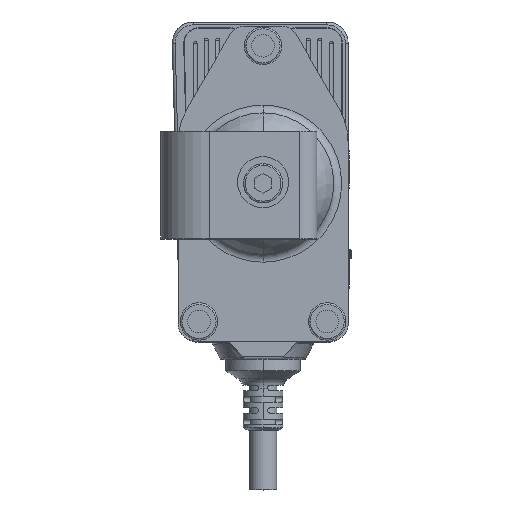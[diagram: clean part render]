
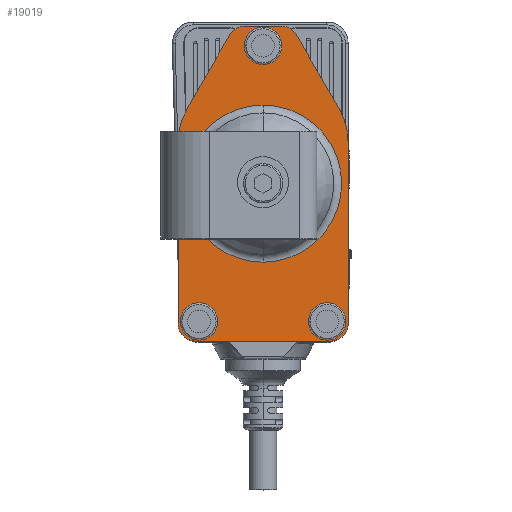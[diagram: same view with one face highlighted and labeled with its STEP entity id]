
A CAD part, top view. The second image highlights one B-rep face of the part: STEP entity #19019.
In plain terms, the highlighted planar face has unit normal (0, 0, 1).
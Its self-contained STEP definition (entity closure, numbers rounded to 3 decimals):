
#8291=CARTESIAN_POINT('',(27.,-36.45,8.307));
#8292=DIRECTION('',(0.,0.,1.));
#8293=DIRECTION('',(0.,-1.,0.));
#8294=AXIS2_PLACEMENT_3D('',#8291,#8292,#8293);
#8296=DIRECTION('',(-1.,0.,0.));
#8297=VECTOR('',#8296,24.);
#8298=CARTESIAN_POINT('',(27.,-39.45,8.307));
#8299=LINE('',#8298,#8297);
#8300=CARTESIAN_POINT('',(3.,-36.45,8.307));
#8301=DIRECTION('',(0.,0.,1.));
#8302=DIRECTION('',(-1.,0.,0.));
#8303=AXIS2_PLACEMENT_3D('',#8300,#8301,#8302);
#8305=DIRECTION('',(0.,1.,0.));
#8306=VECTOR('',#8305,31.964);
#8307=CARTESIAN_POINT('',(0.,-36.45,8.307));
#8308=LINE('',#8307,#8306);
#8309=CARTESIAN_POINT('',(12.,-4.486,8.307));
#8310=DIRECTION('',(0.,0.,1.));
#8311=DIRECTION('',(-0.866,0.5,0.));
#8312=AXIS2_PLACEMENT_3D('',#8309,#8310,#8311);
#8314=DIRECTION('',(0.5,0.866,0.));
#8315=VECTOR('',#8314,15.053);
#8316=CARTESIAN_POINT('',(1.608,1.514,8.307));
#8317=LINE('',#8316,#8315);
#8318=CARTESIAN_POINT('',(11.732,13.05,8.307));
#8319=DIRECTION('',(0.,0.,1.));
#8320=DIRECTION('',(0.,1.,0.));
#8321=AXIS2_PLACEMENT_3D('',#8318,#8319,#8320);
#8323=DIRECTION('',(1.,0.,0.));
#8324=VECTOR('',#8323,6.536);
#8325=CARTESIAN_POINT('',(11.732,16.05,8.307));
#8326=LINE('',#8325,#8324);
#8327=CARTESIAN_POINT('',(18.268,13.05,8.307));
#8328=DIRECTION('',(0.,0.,1.));
#8329=DIRECTION('',(0.866,0.5,0.));
#8330=AXIS2_PLACEMENT_3D('',#8327,#8328,#8329);
#8332=DIRECTION('',(0.5,-0.866,0.));
#8333=VECTOR('',#8332,15.053);
#8334=CARTESIAN_POINT('',(20.866,14.55,8.307));
#8335=LINE('',#8334,#8333);
#8336=CARTESIAN_POINT('',(18.,-4.486,8.307));
#8337=DIRECTION('',(0.,0.,1.));
#8338=DIRECTION('',(1.,0.,0.));
#8339=AXIS2_PLACEMENT_3D('',#8336,#8337,#8338);
#8341=DIRECTION('',(0.,-1.,0.));
#8342=VECTOR('',#8341,31.964);
#8343=CARTESIAN_POINT('',(30.,-4.486,8.307));
#8344=LINE('',#8343,#8342);
#8345=CARTESIAN_POINT('',(15.,-11.7,8.307));
#8346=DIRECTION('',(0.,0.,-1.));
#8347=DIRECTION('',(0.,1.,0.));
#8348=AXIS2_PLACEMENT_3D('',#8345,#8346,#8347);
#8350=CARTESIAN_POINT('',(15.,-11.7,8.307));
#8351=DIRECTION('',(0.,0.,-1.));
#8352=DIRECTION('',(0.,-1.,0.));
#8353=AXIS2_PLACEMENT_3D('',#8350,#8351,#8352);
#8355=CARTESIAN_POINT('',(26.3,-36.,8.307));
#8356=DIRECTION('',(0.,0.,1.));
#8357=DIRECTION('',(-1.,0.,0.));
#8358=AXIS2_PLACEMENT_3D('',#8355,#8356,#8357);
#8360=CARTESIAN_POINT('',(26.3,-36.,8.307));
#8361=DIRECTION('',(0.,0.,1.));
#8362=DIRECTION('',(1.,0.,0.));
#8363=AXIS2_PLACEMENT_3D('',#8360,#8361,#8362);
#8365=CARTESIAN_POINT('',(3.7,-36.,8.307));
#8366=DIRECTION('',(0.,0.,1.));
#8367=DIRECTION('',(-1.,0.,0.));
#8368=AXIS2_PLACEMENT_3D('',#8365,#8366,#8367);
#8370=CARTESIAN_POINT('',(3.7,-36.,8.307));
#8371=DIRECTION('',(0.,0.,1.));
#8372=DIRECTION('',(1.,0.,0.));
#8373=AXIS2_PLACEMENT_3D('',#8370,#8371,#8372);
#8375=CARTESIAN_POINT('',(15.,12.6,8.307));
#8376=DIRECTION('',(0.,0.,1.));
#8377=DIRECTION('',(-1.,0.,0.));
#8378=AXIS2_PLACEMENT_3D('',#8375,#8376,#8377);
#8380=CARTESIAN_POINT('',(15.,12.6,8.307));
#8381=DIRECTION('',(0.,0.,1.));
#8382=DIRECTION('',(1.,0.,0.));
#8383=AXIS2_PLACEMENT_3D('',#8380,#8381,#8382);
#13184=CARTESIAN_POINT('',(15.,2.152,8.307));
#13185=CARTESIAN_POINT('',(15.,-25.552,8.307));
#13186=VERTEX_POINT('',#13184);
#13187=VERTEX_POINT('',#13185);
#13208=CARTESIAN_POINT('',(23.,-36.,8.307));
#13209=CARTESIAN_POINT('',(29.6,-36.,8.307));
#13210=VERTEX_POINT('',#13208);
#13211=VERTEX_POINT('',#13209);
#13216=CARTESIAN_POINT('',(0.4,-36.,8.307));
#13217=CARTESIAN_POINT('',(7.,-36.,8.307));
#13218=VERTEX_POINT('',#13216);
#13219=VERTEX_POINT('',#13217);
#13224=CARTESIAN_POINT('',(11.7,12.6,8.307));
#13225=CARTESIAN_POINT('',(18.3,12.6,8.307));
#13226=VERTEX_POINT('',#13224);
#13227=VERTEX_POINT('',#13225);
#13232=CARTESIAN_POINT('',(1.608,1.514,8.307));
#13233=CARTESIAN_POINT('',(0.,-4.486,8.307));
#13234=VERTEX_POINT('',#13232);
#13235=VERTEX_POINT('',#13233);
#13240=CARTESIAN_POINT('',(30.,-4.486,8.307));
#13241=CARTESIAN_POINT('',(28.392,1.514,8.307));
#13242=VERTEX_POINT('',#13240);
#13243=VERTEX_POINT('',#13241);
#13248=CARTESIAN_POINT('',(27.,-39.45,8.307));
#13249=CARTESIAN_POINT('',(30.,-36.45,8.307));
#13250=VERTEX_POINT('',#13248);
#13251=VERTEX_POINT('',#13249);
#13256=CARTESIAN_POINT('',(0.,-36.45,8.307));
#13257=CARTESIAN_POINT('',(3.,-39.45,8.307));
#13258=VERTEX_POINT('',#13256);
#13259=VERTEX_POINT('',#13257);
#13264=CARTESIAN_POINT('',(20.866,14.55,8.307));
#13265=CARTESIAN_POINT('',(18.268,16.05,8.307));
#13266=VERTEX_POINT('',#13264);
#13267=VERTEX_POINT('',#13265);
#13272=CARTESIAN_POINT('',(11.732,16.05,8.307));
#13273=CARTESIAN_POINT('',(9.134,14.55,8.307));
#13274=VERTEX_POINT('',#13272);
#13275=VERTEX_POINT('',#13273);
#18965=CARTESIAN_POINT('',(15.,-11.7,8.307));
#18966=DIRECTION('',(0.,0.,-1.));
#18967=DIRECTION('',(-1.,0.,0.));
#18968=AXIS2_PLACEMENT_3D('',#18965,#18966,#18967);
#18969=PLANE('',#18968);
#18970=ORIENTED_EDGE('',*,*,#18955,.F.);
#18972=ORIENTED_EDGE('',*,*,#18971,.T.);
#18974=ORIENTED_EDGE('',*,*,#18973,.F.);
#18976=ORIENTED_EDGE('',*,*,#18975,.T.);
#18978=ORIENTED_EDGE('',*,*,#18977,.F.);
#18980=ORIENTED_EDGE('',*,*,#18979,.T.);
#18982=ORIENTED_EDGE('',*,*,#18981,.F.);
#18984=ORIENTED_EDGE('',*,*,#18983,.T.);
#18986=ORIENTED_EDGE('',*,*,#18985,.F.);
#18988=ORIENTED_EDGE('',*,*,#18987,.T.);
#18990=ORIENTED_EDGE('',*,*,#18989,.F.);
#18992=ORIENTED_EDGE('',*,*,#18991,.T.);
#18993=EDGE_LOOP('',(#18970,#18972,#18974,#18976,#18978,#18980,#18982,#18984,
#18986,#18988,#18990,#18992));
#18994=FACE_OUTER_BOUND('',#18993,.F.);
#18996=ORIENTED_EDGE('',*,*,#18995,.F.);
#18998=ORIENTED_EDGE('',*,*,#18997,.F.);
#18999=EDGE_LOOP('',(#18996,#18998));
#19000=FACE_BOUND('',#18999,.F.);
#19002=ORIENTED_EDGE('',*,*,#19001,.T.);
#19004=ORIENTED_EDGE('',*,*,#19003,.T.);
#19005=EDGE_LOOP('',(#19002,#19004));
#19006=FACE_BOUND('',#19005,.F.);
#19008=ORIENTED_EDGE('',*,*,#19007,.T.);
#19010=ORIENTED_EDGE('',*,*,#19009,.T.);
#19011=EDGE_LOOP('',(#19008,#19010));
#19012=FACE_BOUND('',#19011,.F.);
#19014=ORIENTED_EDGE('',*,*,#19013,.T.);
#19016=ORIENTED_EDGE('',*,*,#19015,.T.);
#19017=EDGE_LOOP('',(#19014,#19016));
#19018=FACE_BOUND('',#19017,.F.);
#19019=ADVANCED_FACE('',(#18994,#19000,#19006,#19012,#19018),#18969,.F.);
#8295=CIRCLE('',#8294,3.);
#8304=CIRCLE('',#8303,3.);
#8313=CIRCLE('',#8312,12.);
#8322=CIRCLE('',#8321,3.);
#8331=CIRCLE('',#8330,3.);
#8340=CIRCLE('',#8339,12.);
#8349=CIRCLE('',#8348,13.852);
#8354=CIRCLE('',#8353,13.852);
#8359=CIRCLE('',#8358,3.3);
#8364=CIRCLE('',#8363,3.3);
#8369=CIRCLE('',#8368,3.3);
#8374=CIRCLE('',#8373,3.3);
#8379=CIRCLE('',#8378,3.3);
#8384=CIRCLE('',#8383,3.3);
#18955=EDGE_CURVE('',#13250,#13251,#8295,.T.);
#18971=EDGE_CURVE('',#13250,#13259,#8299,.T.);
#18973=EDGE_CURVE('',#13258,#13259,#8304,.T.);
#18975=EDGE_CURVE('',#13258,#13235,#8308,.T.);
#18977=EDGE_CURVE('',#13234,#13235,#8313,.T.);
#18979=EDGE_CURVE('',#13234,#13275,#8317,.T.);
#18981=EDGE_CURVE('',#13274,#13275,#8322,.T.);
#18983=EDGE_CURVE('',#13274,#13267,#8326,.T.);
#18985=EDGE_CURVE('',#13266,#13267,#8331,.T.);
#18987=EDGE_CURVE('',#13266,#13243,#8335,.T.);
#18989=EDGE_CURVE('',#13242,#13243,#8340,.T.);
#18991=EDGE_CURVE('',#13242,#13251,#8344,.T.);
#18995=EDGE_CURVE('',#13186,#13187,#8349,.T.);
#18997=EDGE_CURVE('',#13187,#13186,#8354,.T.);
#19001=EDGE_CURVE('',#13210,#13211,#8359,.T.);
#19003=EDGE_CURVE('',#13211,#13210,#8364,.T.);
#19007=EDGE_CURVE('',#13218,#13219,#8369,.T.);
#19009=EDGE_CURVE('',#13219,#13218,#8374,.T.);
#19013=EDGE_CURVE('',#13226,#13227,#8379,.T.);
#19015=EDGE_CURVE('',#13227,#13226,#8384,.T.);
